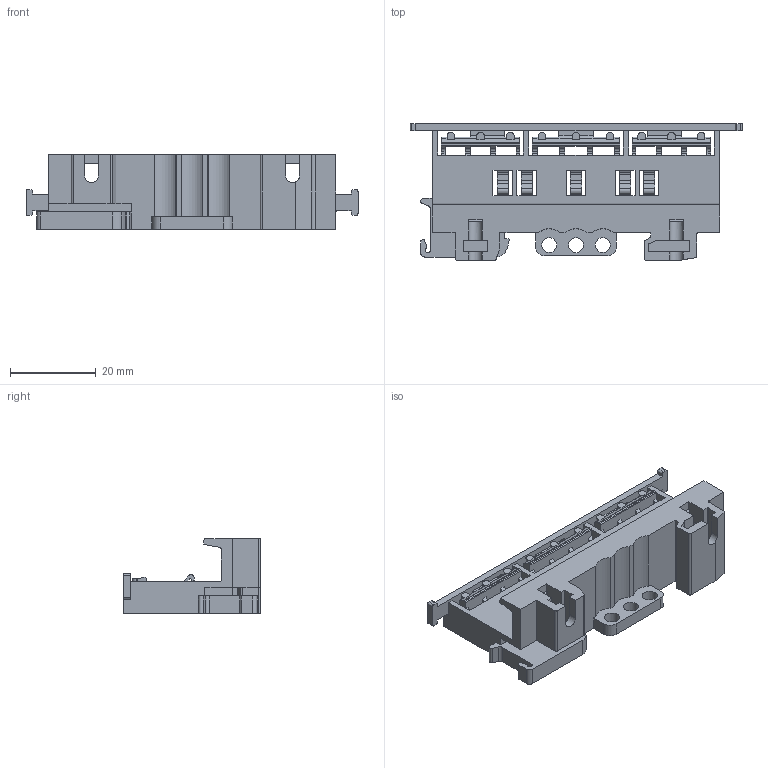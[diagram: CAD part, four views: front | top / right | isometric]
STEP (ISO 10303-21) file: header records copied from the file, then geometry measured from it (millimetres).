
FILE_DESCRIPTION(/* description */ ('STEP AP214'),/* implementation_level */ '2;1');
FILE_NAME(/* name */ '221-500',/* time_stamp */ '2025-01-04T20:13:08+01:00',/* author */ ('License CC BY-ND 4.0'),/* organization */ ('CADENAS'),/* preprocessor_version */ 'ST-DEVELOPER v19.3',/* originating_system */ 'PARTsolutions',/* authorisation */ ' ');
FILE_SCHEMA (('AUTOMOTIVE_DESIGN {1 0 10303 214 3 1 1}'));
Length unit declared in the file: millimetre
Products named in the file (1): 221-500
Bounding box: 77.6 x 32 x 17.5 mm (x, y, z)
Volume: 9983.1 mm3; surface area: 11238.8 mm2
Topology: 1 solids, 1 shells, 597 faces, 1825 edges, 1208 vertices
Faces by surface type: plane 380, cylinder 217
Full cylindrical faces by diameter (mm): 3.5 x3
Entity records: 20497 total; most frequent: CARTESIAN_POINT 3655, ORIENTED_EDGE 3644, DIRECTION 3451, EDGE_CURVE 1822, LINE 1371, VECTOR 1371, VERTEX_POINT 1208, AXIS2_PLACEMENT_3D 1040
